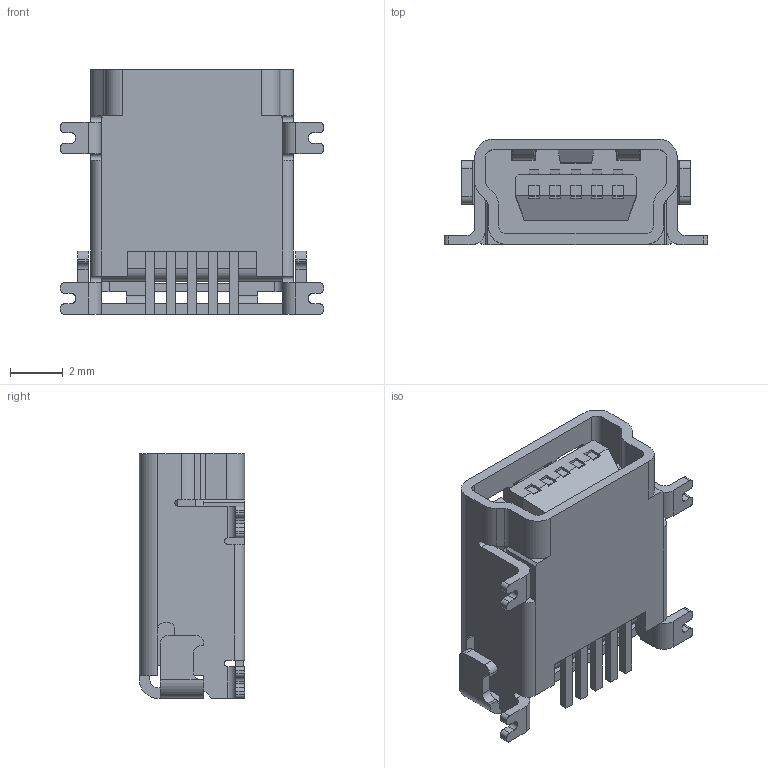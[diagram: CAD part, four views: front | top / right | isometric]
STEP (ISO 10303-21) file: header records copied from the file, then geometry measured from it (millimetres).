
FILE_DESCRIPTION (( 'STEP AP214' ), '1' );
FILE_NAME ('Mini_USB.STEP', '2014-03-30T19:39:45', ( '' ), ( '' ), 'SwSTEP 2.0', 'SolidWorks 2013', '' );
FILE_SCHEMA (( 'AUTOMOTIVE_DESIGN' ));
Length unit declared in the file: millimetre
Products named in the file (1): Mini_USB
Bounding box: 10 x 4 x 9.3 mm (x, y, z)
Volume: 164.3 mm3; surface area: 585.1 mm2
Topology: 1 solids, 1 shells, 375 faces, 1082 edges, 702 vertices
Faces by surface type: plane 253, cylinder 97, bspline 25
Entity records: 14115 total; most frequent: CARTESIAN_POINT 3177, ORIENTED_EDGE 2164, DIRECTION 1900, EDGE_CURVE 1082, LINE 818, VECTOR 818, VERTEX_POINT 702, AXIS2_PLACEMENT_3D 541
